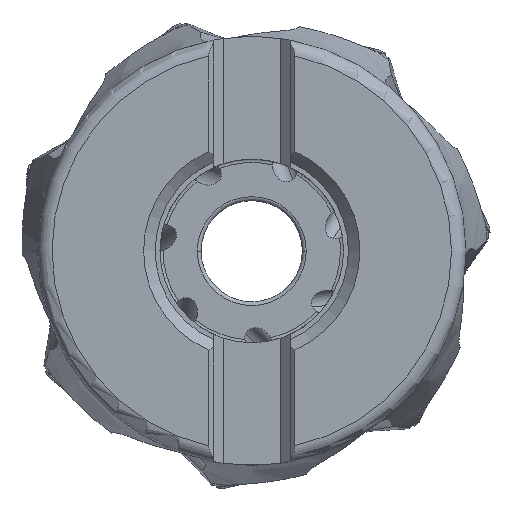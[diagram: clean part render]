
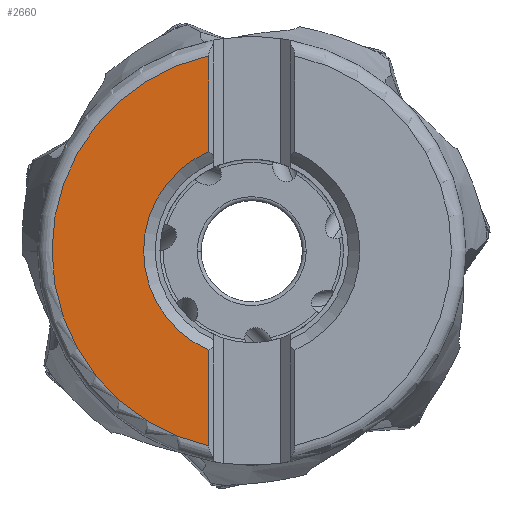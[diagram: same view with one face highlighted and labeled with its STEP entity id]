
A CAD part, top view. The second image highlights one B-rep face of the part: STEP entity #2660.
In plain terms, the highlighted planar face has unit normal (0, 0, 1).
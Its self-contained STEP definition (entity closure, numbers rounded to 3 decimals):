
#524=PLANE('',#14426);
#1227=LINE('',#27876,#1997);
#1228=LINE('',#27877,#1998);
#1997=VECTOR('',#17087,1.);
#1998=VECTOR('',#17088,1.);
#2660=ADVANCED_FACE('',(#3721),#524,.T.);
#3721=FACE_OUTER_BOUND('',#4464,.T.);
#4464=EDGE_LOOP('',(#7697,#7698,#7699,#7700,#7701));
#7697=ORIENTED_EDGE('',*,*,#12106,.T.);
#7698=ORIENTED_EDGE('',*,*,#12105,.F.);
#7699=ORIENTED_EDGE('',*,*,#12107,.T.);
#7700=ORIENTED_EDGE('',*,*,#12083,.F.);
#7701=ORIENTED_EDGE('',*,*,#12082,.F.);
#10368=VERTEX_POINT('',#27789);
#10369=VERTEX_POINT('',#27791);
#10370=VERTEX_POINT('',#27793);
#10383=VERTEX_POINT('',#27860);
#10384=VERTEX_POINT('',#27873);
#12082=EDGE_CURVE('',#10368,#10369,#13118,.T.);
#12083=EDGE_CURVE('',#10369,#10370,#13119,.T.);
#12105=EDGE_CURVE('',#10384,#10383,#13124,.T.);
#12106=EDGE_CURVE('',#10368,#10383,#1227,.T.);
#12107=EDGE_CURVE('',#10384,#10370,#1228,.T.);
#13118=CIRCLE('',#14410,20.725);
#13119=CIRCLE('',#14411,20.725);
#13124=CIRCLE('',#14424,11.225);
#14410=AXIS2_PLACEMENT_3D('',#27790,#17046,#17047);
#14411=AXIS2_PLACEMENT_3D('',#27792,#17048,#17049);
#14424=AXIS2_PLACEMENT_3D('',#27874,#17083,#17084);
#14426=AXIS2_PLACEMENT_3D('',#27878,#17089,#17090);
#17046=DIRECTION('',(0.,0.,-1.));
#17047=DIRECTION('',(-0.216,-0.976,0.));
#17048=DIRECTION('',(0.,0.,-1.));
#17049=DIRECTION('',(-1.,0.001,0.));
#17083=DIRECTION('',(0.,0.,1.));
#17084=DIRECTION('',(-0.398,0.917,0.));
#17087=DIRECTION('',(0.,1.,0.));
#17088=DIRECTION('',(0.,1.,0.));
#17089=DIRECTION('',(0.,0.,1.));
#17090=DIRECTION('',(-1.,0.,0.));
#27789=CARTESIAN_POINT('',(-4.47,-20.237,0.));
#27790=CARTESIAN_POINT('',(0.,0.,0.));
#27791=CARTESIAN_POINT('',(-20.725,0.02,0.));
#27792=CARTESIAN_POINT('',(0.,0.,0.));
#27793=CARTESIAN_POINT('',(-4.47,20.237,0.));
#27860=CARTESIAN_POINT('',(-4.47,-10.297,0.));
#27873=CARTESIAN_POINT('',(-4.47,10.297,0.));
#27874=CARTESIAN_POINT('',(0.,0.,0.));
#27876=CARTESIAN_POINT('',(-4.47,-20.237,0.));
#27877=CARTESIAN_POINT('',(-4.47,10.297,0.));
#27878=CARTESIAN_POINT('',(-12.597,0.,0.));
